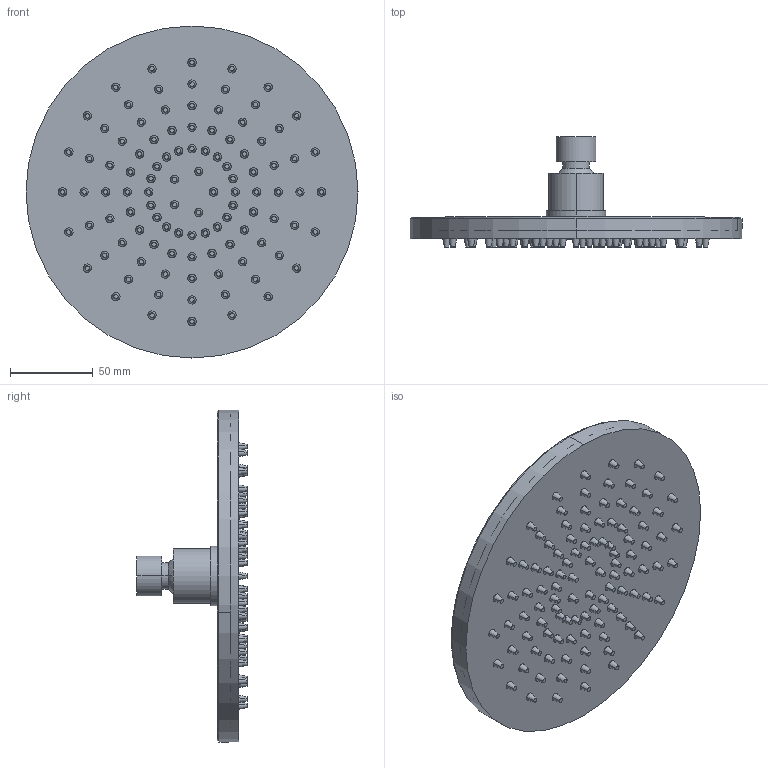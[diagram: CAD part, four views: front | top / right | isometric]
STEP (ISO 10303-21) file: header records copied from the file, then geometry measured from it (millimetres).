
FILE_DESCRIPTION (( 'STEP AP214' ), '1' );
FILE_NAME ('CHV.0009.200 3D.STEP', '2023-07-05T09:54:11', ( '' ), ( '' ), 'SwSTEP 2.0', 'SolidWorks 2022', '' );
FILE_SCHEMA (( 'AUTOMOTIVE_DESIGN' ));
Length unit declared in the file: millimetre
Products named in the file (6): 010228200300; CHV.0009.200 3D; 014500600100; 010220000400; 010228200200; 010206708800
Assembly tree (5 placements, depth 2):
  CHV.0009.200 3D
    010206708800
    010220000400
    010228200200
    010228200300
    014500600100
Bounding box: 200 x 66.45 x 200 mm (x, y, z)
Volume: 154292.7 mm3; surface area: 235194.4 mm2
Topology: 5 solids, 5 shells, 693 faces, 1667 edges, 1108 vertices
Faces by surface type: cylinder 325, cone 210, plane 154, sphere 4
Entity records: 21407 total; most frequent: DIRECTION 4133, CARTESIAN_POINT 3460, ORIENTED_EDGE 3314, AXIS2_PLACEMENT_3D 1775, EDGE_CURVE 1657, VERTEX_POINT 1102, CIRCLE 1074, EDGE_LOOP 1053
